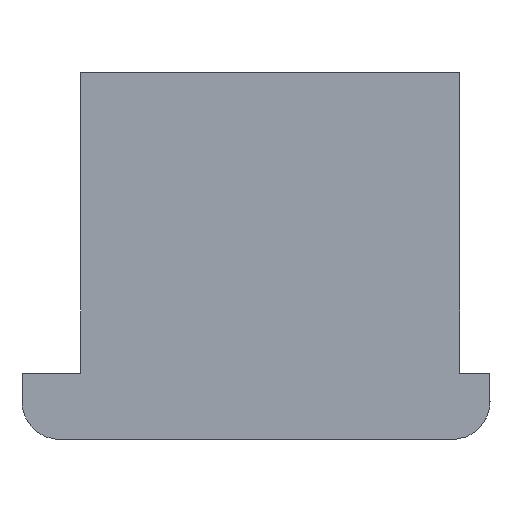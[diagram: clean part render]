
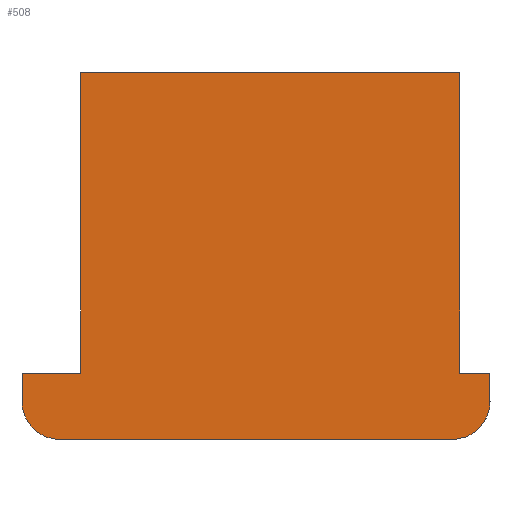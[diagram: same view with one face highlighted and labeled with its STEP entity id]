
A CAD part, left-side view. The second image highlights one B-rep face of the part: STEP entity #508.
In plain terms, the highlighted planar face has unit normal (-1, 0, 0).
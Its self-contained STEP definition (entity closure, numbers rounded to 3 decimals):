
#25=PLANE('',#544);
#48=FACE_OUTER_BOUND('',#80,.T.);
#80=EDGE_LOOP('',(#366,#367,#368,#369,#370,#371,#372,#373,#374,#375));
#117=LINE('',#753,#172);
#120=LINE('',#759,#175);
#121=LINE('',#763,#176);
#122=LINE('',#765,#177);
#123=LINE('',#767,#178);
#124=LINE('',#769,#179);
#125=LINE('',#771,#180);
#126=LINE('',#772,#181);
#172=VECTOR('',#600,10.);
#175=VECTOR('',#605,10.);
#176=VECTOR('',#608,10.);
#177=VECTOR('',#609,10.);
#178=VECTOR('',#610,10.);
#179=VECTOR('',#611,10.);
#180=VECTOR('',#612,10.);
#181=VECTOR('',#613,10.);
#225=CIRCLE('',#541,2.);
#227=CIRCLE('',#545,2.);
#241=VERTEX_POINT('',#743);
#242=VERTEX_POINT('',#744);
#245=VERTEX_POINT('',#752);
#247=VERTEX_POINT('',#758);
#248=VERTEX_POINT('',#760);
#249=VERTEX_POINT('',#762);
#250=VERTEX_POINT('',#764);
#251=VERTEX_POINT('',#766);
#252=VERTEX_POINT('',#768);
#253=VERTEX_POINT('',#770);
#287=EDGE_CURVE('',#241,#242,#225,.T.);
#291=EDGE_CURVE('',#242,#245,#117,.T.);
#294=EDGE_CURVE('',#241,#247,#120,.T.);
#295=EDGE_CURVE('',#248,#247,#227,.T.);
#296=EDGE_CURVE('',#249,#248,#121,.T.);
#297=EDGE_CURVE('',#250,#249,#122,.T.);
#298=EDGE_CURVE('',#251,#250,#123,.T.);
#299=EDGE_CURVE('',#252,#251,#124,.T.);
#300=EDGE_CURVE('',#253,#252,#125,.T.);
#301=EDGE_CURVE('',#253,#245,#126,.T.);
#366=ORIENTED_EDGE('',*,*,#287,.F.);
#367=ORIENTED_EDGE('',*,*,#294,.T.);
#368=ORIENTED_EDGE('',*,*,#295,.F.);
#369=ORIENTED_EDGE('',*,*,#296,.F.);
#370=ORIENTED_EDGE('',*,*,#297,.F.);
#371=ORIENTED_EDGE('',*,*,#298,.F.);
#372=ORIENTED_EDGE('',*,*,#299,.F.);
#373=ORIENTED_EDGE('',*,*,#300,.F.);
#374=ORIENTED_EDGE('',*,*,#301,.T.);
#375=ORIENTED_EDGE('',*,*,#291,.F.);
#508=ADVANCED_FACE('',(#48),#25,.F.);
#541=AXIS2_PLACEMENT_3D('',#745,#592,#593);
#544=AXIS2_PLACEMENT_3D('',#757,#603,#604);
#545=AXIS2_PLACEMENT_3D('',#761,#606,#607);
#592=DIRECTION('center_axis',(1.,0.,0.));
#593=DIRECTION('ref_axis',(0.,0.707,-0.707));
#600=DIRECTION('',(0.,0.,1.));
#603=DIRECTION('center_axis',(1.,0.,0.));
#604=DIRECTION('ref_axis',(0.,0.,1.));
#605=DIRECTION('',(0.,-1.,0.));
#606=DIRECTION('center_axis',(1.,0.,0.));
#607=DIRECTION('ref_axis',(0.,-0.707,-0.707));
#608=DIRECTION('',(0.,0.,-1.));
#609=DIRECTION('',(0.,-1.,0.));
#610=DIRECTION('',(0.,0.,-1.));
#611=DIRECTION('',(0.,-1.,0.));
#612=DIRECTION('',(0.,0.,1.));
#613=DIRECTION('',(0.,1.,0.));
#743=CARTESIAN_POINT('',(187.649,1208.545,0.));
#744=CARTESIAN_POINT('',(187.649,1210.545,2.));
#745=CARTESIAN_POINT('Origin',(187.649,1208.545,2.));
#752=CARTESIAN_POINT('',(187.649,1210.545,3.5));
#753=CARTESIAN_POINT('',(187.649,1210.545,142.715));
#757=CARTESIAN_POINT('Origin',(187.649,1187.445,183.834));
#758=CARTESIAN_POINT('',(187.649,1187.845,0.));
#759=CARTESIAN_POINT('',(187.649,1185.945,0.));
#760=CARTESIAN_POINT('',(187.649,1185.845,2.));
#761=CARTESIAN_POINT('Origin',(187.649,1187.845,2.));
#762=CARTESIAN_POINT('',(187.649,1185.845,3.5));
#763=CARTESIAN_POINT('',(187.649,1185.845,142.715));
#764=CARTESIAN_POINT('',(187.649,1187.445,3.5));
#765=CARTESIAN_POINT('',(187.649,1187.445,3.5));
#766=CARTESIAN_POINT('',(187.649,1187.445,19.363));
#767=CARTESIAN_POINT('',(187.649,1187.445,142.715));
#768=CARTESIAN_POINT('',(187.649,1207.445,19.363));
#769=CARTESIAN_POINT('',(187.649,1197.445,19.363));
#770=CARTESIAN_POINT('',(187.649,1207.445,3.5));
#771=CARTESIAN_POINT('',(187.649,1207.445,142.715));
#772=CARTESIAN_POINT('',(187.649,1208.945,3.5));
